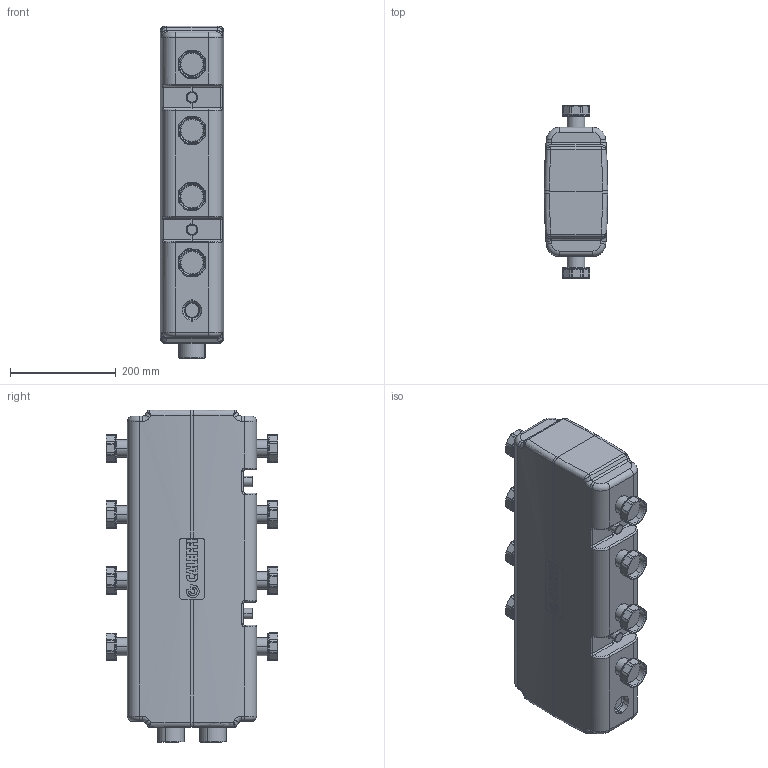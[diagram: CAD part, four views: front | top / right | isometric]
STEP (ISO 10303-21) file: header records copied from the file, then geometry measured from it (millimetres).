
FILE_DESCRIPTION(('CATIA V5 STEP Exchange','CAx-IF Rec.Pracs.--- Model Styling and Organization---1.5--- 2016-08-15','CAx-IF Rec.Pracs.---Supplemental Geometry---1.0---2011-11-01','CAx-IF Rec.Pracs.--- Composite Materials ---3.4---2017-06-13','CAx-IF Rec.Pracs.---Tessellated 3D Geometry---1.0---2015-12-17'),'2;1');
FILE_NAME('STEP_559222_-_TST.stp','2026-03-31T15:40:20+00:00',('none'),('none'),'CATIA Version 5-6 Release 2020 SP5','CATIA V5 STEP AP242 v2','none');
FILE_SCHEMA(('AP242_MANAGED_MODEL_BASED_3D_ENGINEERING_MIM_LF {1 0 10303 442 1 1 4}'));
Length unit declared in the file: millimetre
Products named in the file (1): 559222 - TST
Bounding box: 120 x 325 x 627.5 mm (x, y, z)
Volume: 15916395.5 mm3; surface area: 1227886.2 mm2
Topology: 10 solids, 10 shells, 2619 faces, 6243 edges, 3532 vertices
Faces by surface type: cylinder 787, bspline 490, plane 487, torus 365, sphere 256, cone 196, extrusion 38
Entity records: 108302 total; most frequent: CARTESIAN_POINT 55875, ORIENTED_EDGE 12198, DIRECTION 7269, EDGE_CURVE 6099, AXIS2_PLACEMENT_3D 3774, VERTEX_POINT 3532, EDGE_LOOP 2693, ADVANCED_FACE 2619
